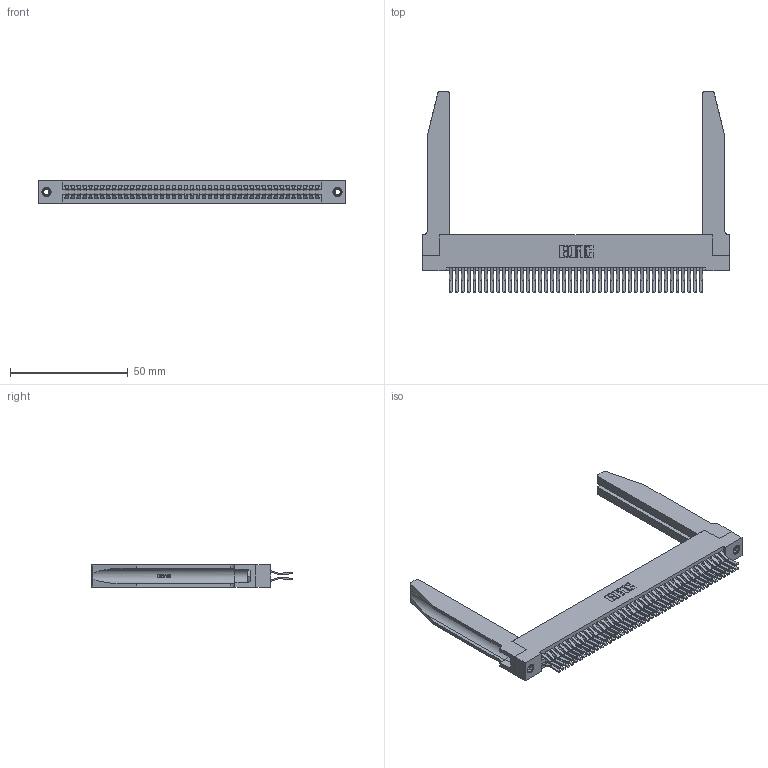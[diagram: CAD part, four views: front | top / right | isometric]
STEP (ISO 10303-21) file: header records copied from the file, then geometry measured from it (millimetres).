
FILE_DESCRIPTION (( 'STEP AP203' ), '1' );
FILE_NAME ('395-086-560-278.STEP', '2019-10-25T12:59:32', ( '' ), ( '' ), 'SwSTEP 2.0', 'SolidWorks 2016', '' );
FILE_SCHEMA (( 'CONFIG_CONTROL_DESIGN' ));
Length unit declared in the file: inch
Products named in the file (5): 395-086-560-278; 345 Part_Flush Mounting Lugs - 0.156 Dia-TH; 345-292-001_560 Tail; 345-250-001_345-250-001-102; 345-220-078_345-220-078
Assembly tree (91 placements, depth 2):
  395-086-560-278
    345 Part_Flush Mounting Lugs - 0.156 Dia-TH
    345-292-001_560 Tail  x86
    345-250-001_345-250-001-102  x2
    345-220-078_345-220-078  x2
Bounding box: 130.45 x 85.41 x 9.4 mm (x, y, z)
Volume: 21015.9 mm3; surface area: 27886.6 mm2
Topology: 91 solids, 91 shells, 4832 faces, 14279 edges, 9394 vertices
Faces by surface type: plane 3060, cylinder 1720, bspline 36, cone 12, torus 4
Entity records: 38432 total; most frequent: CARTESIAN_POINT 7359, ORIENTED_EDGE 6190, DIRECTION 5485, EDGE_CURVE 3095, LINE 2693, VECTOR 2693, VERTEX_POINT 2056, AXIS2_PLACEMENT_3D 1396
